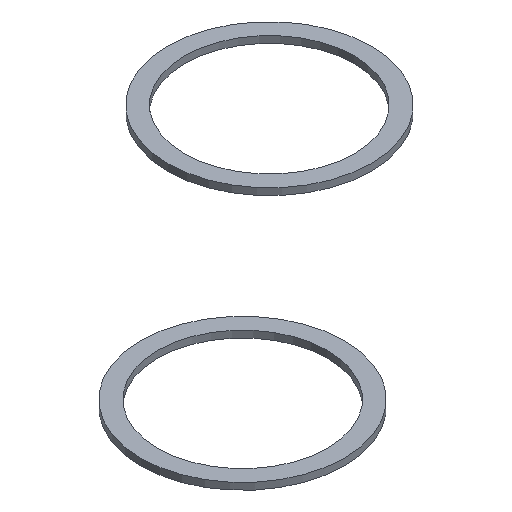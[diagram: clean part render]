
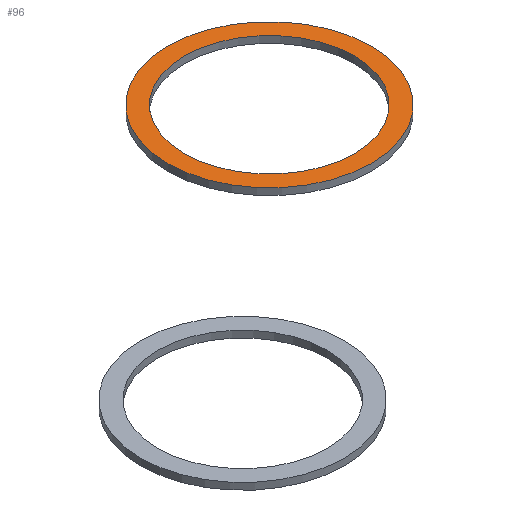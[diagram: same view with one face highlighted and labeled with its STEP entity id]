
A CAD part, isometric view. The second image highlights one B-rep face of the part: STEP entity #96.
In plain terms, the highlighted planar face has unit normal (0, 0, 1).
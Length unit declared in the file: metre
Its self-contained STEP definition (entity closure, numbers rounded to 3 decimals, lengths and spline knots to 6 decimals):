
#14=PLANE('',#133);
#22=ORIENTED_EDGE('',*,*,#34,.F.);
#23=ORIENTED_EDGE('',*,*,#36,.T.);
#34=EDGE_CURVE('',#42,#42,#50,.T.);
#36=EDGE_CURVE('',#44,#44,#52,.T.);
#42=VERTEX_POINT('',#183);
#44=VERTEX_POINT('',#188);
#50=CIRCLE('',#128,0.005);
#52=CIRCLE('',#131,0.006);
#62=EDGE_LOOP('',(#22));
#63=EDGE_LOOP('',(#23));
#78=FACE_BOUND('',#62,.T.);
#79=FACE_BOUND('',#63,.T.);
#96=ADVANCED_FACE('',(#78,#79),#14,.T.);
#128=AXIS2_PLACEMENT_3D('',#182,#148,#149);
#131=AXIS2_PLACEMENT_3D('',#187,#154,#155);
#133=AXIS2_PLACEMENT_3D('',#191,#158,#159);
#148=DIRECTION('',(0.,0.,1.));
#149=DIRECTION('',(1.,0.,0.));
#154=DIRECTION('',(0.,0.,1.));
#155=DIRECTION('',(1.,0.,0.));
#158=DIRECTION('',(0.,0.,1.));
#159=DIRECTION('',(1.,0.,0.));
#182=CARTESIAN_POINT('',(0.015837,0.014249,0.0004));
#183=CARTESIAN_POINT('',(0.020837,0.014249,0.0004));
#187=CARTESIAN_POINT('',(0.015837,0.014249,0.0004));
#188=CARTESIAN_POINT('',(0.021837,0.014249,0.0004));
#191=CARTESIAN_POINT('',(0.015837,0.014249,0.0004));
